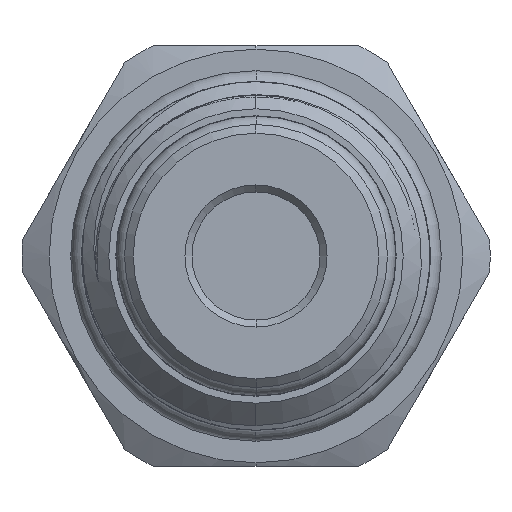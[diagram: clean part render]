
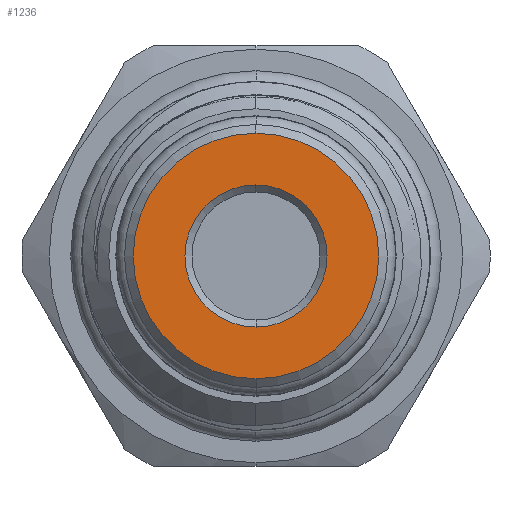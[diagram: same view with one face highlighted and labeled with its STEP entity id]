
A CAD part, left-side view. The second image highlights one B-rep face of the part: STEP entity #1236.
In plain terms, the highlighted planar face has unit normal (-1, 0, 0).
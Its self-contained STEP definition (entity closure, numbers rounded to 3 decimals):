
#71 = DIRECTION ( 'NONE',  ( 0., 0., -1. ) ) ;
#85 = CIRCLE ( 'NONE', #1897, 7. ) ;
#277 = EDGE_CURVE ( 'NONE', #6541, #8054, #1601, .T. ) ;
#469 = PLANE ( 'NONE',  #3633 ) ;
#876 = EDGE_LOOP ( 'NONE', ( #1803, #7374 ) ) ;
#1032 = DIRECTION ( 'NONE',  ( 0., 0., -1. ) ) ;
#1236 = ADVANCED_FACE ( 'NONE', ( #3103, #6195 ), #469, .T. ) ;
#1533 = CIRCLE ( 'NONE', #6832, 4.05 ) ;
#1601 = CIRCLE ( 'NONE', #3627, 4.05 ) ;
#1803 = ORIENTED_EDGE ( 'NONE', *, *, #4894, .T. ) ;
#1840 = DIRECTION ( 'NONE',  ( -1., 0., 0. ) ) ;
#1897 = AXIS2_PLACEMENT_3D ( 'NONE', #7918, #3132, #7187 ) ;
#2033 = ORIENTED_EDGE ( 'NONE', *, *, #277, .T. ) ;
#2289 = EDGE_CURVE ( 'NONE', #7616, #7807, #85, .T. ) ;
#2307 = EDGE_LOOP ( 'NONE', ( #2033, #6338 ) ) ;
#2796 = CARTESIAN_POINT ( 'NONE',  ( -63.199, 0., 0. ) ) ;
#3103 = FACE_BOUND ( 'NONE', #2307, .T. ) ;
#3132 = DIRECTION ( 'NONE',  ( -1., 0., 0. ) ) ;
#3151 = CARTESIAN_POINT ( 'NONE',  ( -63.199, 0., 0. ) ) ;
#3161 = DIRECTION ( 'NONE',  ( -1., 0., 0. ) ) ;
#3379 = CARTESIAN_POINT ( 'NONE',  ( -63.199, 0., 4.05 ) ) ;
#3627 = AXIS2_PLACEMENT_3D ( 'NONE', #3151, #7206, #1032 ) ;
#3633 = AXIS2_PLACEMENT_3D ( 'NONE', #7153, #1840, #7328 ) ;
#3823 = DIRECTION ( 'NONE',  ( 0., 0., -1. ) ) ;
#4182 = DIRECTION ( 'NONE',  ( 1., 0., 0. ) ) ;
#4291 = CARTESIAN_POINT ( 'NONE',  ( -63.199, 0., -7. ) ) ;
#4525 = CARTESIAN_POINT ( 'NONE',  ( -63.199, 0., 0. ) ) ;
#4894 = EDGE_CURVE ( 'NONE', #7807, #7616, #7546, .T. ) ;
#6195 = FACE_OUTER_BOUND ( 'NONE', #876, .T. ) ;
#6338 = ORIENTED_EDGE ( 'NONE', *, *, #6978, .T. ) ;
#6541 = VERTEX_POINT ( 'NONE', #8185 ) ;
#6597 = CARTESIAN_POINT ( 'NONE',  ( -63.199, 0., 7. ) ) ;
#6832 = AXIS2_PLACEMENT_3D ( 'NONE', #2796, #4182, #71 ) ;
#6978 = EDGE_CURVE ( 'NONE', #8054, #6541, #1533, .T. ) ;
#7153 = CARTESIAN_POINT ( 'NONE',  ( -63.199, -7., 0. ) ) ;
#7187 = DIRECTION ( 'NONE',  ( 0., 0., -1. ) ) ;
#7206 = DIRECTION ( 'NONE',  ( 1., 0., 0. ) ) ;
#7328 = DIRECTION ( 'NONE',  ( 0., 0., -1. ) ) ;
#7374 = ORIENTED_EDGE ( 'NONE', *, *, #2289, .T. ) ;
#7546 = CIRCLE ( 'NONE', #7719, 7. ) ;
#7616 = VERTEX_POINT ( 'NONE', #4291 ) ;
#7719 = AXIS2_PLACEMENT_3D ( 'NONE', #4525, #3161, #3823 ) ;
#7807 = VERTEX_POINT ( 'NONE', #6597 ) ;
#7918 = CARTESIAN_POINT ( 'NONE',  ( -63.199, 0., 0. ) ) ;
#8054 = VERTEX_POINT ( 'NONE', #3379 ) ;
#8185 = CARTESIAN_POINT ( 'NONE',  ( -63.199, 0., -4.05 ) ) ;
